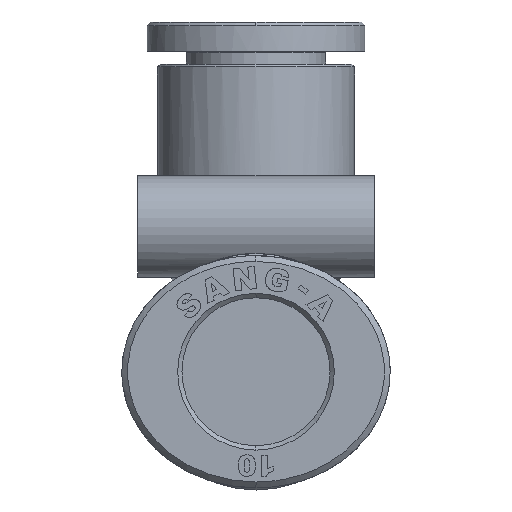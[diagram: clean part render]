
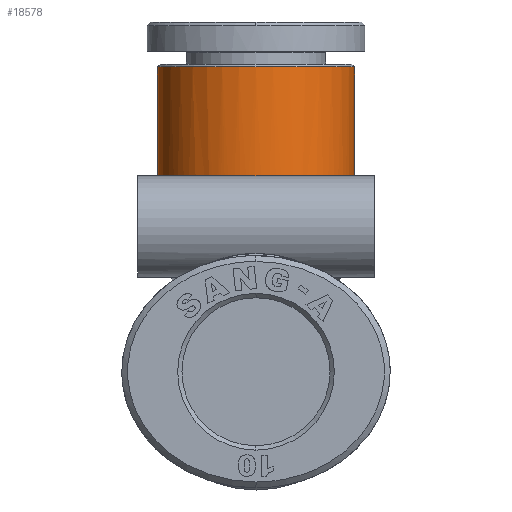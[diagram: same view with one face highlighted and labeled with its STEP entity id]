
A CAD part, left-side view. The second image highlights one B-rep face of the part: STEP entity #18578.
In plain terms, the highlighted cylindrical face has radius 6.8 mm (diameter 13.6 mm), a partial arc.
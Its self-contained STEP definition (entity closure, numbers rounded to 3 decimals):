
#822 = CARTESIAN_POINT ( 'NONE',  ( -2.521, 1.089, -7.884 ) ) ;
#972 = CARTESIAN_POINT ( 'NONE',  ( -2.734, 2.007, -11.802 ) ) ;
#1261 = CARTESIAN_POINT ( 'NONE',  ( -2.909, -2.502, -8.525 ) ) ;
#1414 = CARTESIAN_POINT ( 'NONE',  ( -3.215, 3.166, -10.391 ) ) ;
#1524 = CARTESIAN_POINT ( 'NONE',  ( -2.521, -1.089, -7.884 ) ) ;
#2237 = CYLINDRICAL_SURFACE ( 'NONE', #10521, 6.8 ) ;
#3633 = CARTESIAN_POINT ( 'NONE',  ( -9.233, 0., -13.5 ) ) ;
#3766 = DIRECTION ( 'NONE',  ( 0., -1., 0. ) ) ;
#4142 = CIRCLE ( 'NONE', #40638, 6.8 ) ;
#4322 = CARTESIAN_POINT ( 'NONE',  ( -2.433, 0.322, -12.227 ) ) ;
#4467 = CARTESIAN_POINT ( 'NONE',  ( -2.918, 2.524, -11.457 ) ) ;
#4616 = CARTESIAN_POINT ( 'NONE',  ( -2.871, 2.404, -11.554 ) ) ;
#4904 = CARTESIAN_POINT ( 'NONE',  ( -2.521, -1.089, -7.884 ) ) ;
#5958 = CARTESIAN_POINT ( 'NONE',  ( -9.233, 0., -21. ) ) ;
#6244 = DIRECTION ( 'NONE',  ( 0., 0., 1. ) ) ;
#6247 = AXIS2_PLACEMENT_3D ( 'NONE', #29956, #23518, #6700 ) ;
#6700 = DIRECTION ( 'NONE',  ( 0., -1., 0. ) ) ;
#7511 = CARTESIAN_POINT ( 'NONE',  ( -2.457, -0.649, -12.199 ) ) ;
#7804 = CARTESIAN_POINT ( 'NONE',  ( -2.524, 1.116, -12.113 ) ) ;
#7931 = CARTESIAN_POINT ( 'NONE',  ( -3.057, -2.855, -11.122 ) ) ;
#9122 = EDGE_CURVE ( 'NONE', #19482, #10351, #19126, .T. ) ;
#9925 = ORIENTED_EDGE ( 'NONE', *, *, #36767, .T. ) ;
#10098 = VERTEX_POINT ( 'NONE', #24990 ) ;
#10351 = VERTEX_POINT ( 'NONE', #20268 ) ;
#10521 = AXIS2_PLACEMENT_3D ( 'NONE', #3633, #23225, #3766 ) ;
#10595 = CIRCLE ( 'NONE', #26684, 6.8 ) ;
#10663 = CARTESIAN_POINT ( 'NONE',  ( -3.047, 2.826, -8.868 ) ) ;
#10809 = CARTESIAN_POINT ( 'NONE',  ( -2.433, -0.329, -12.227 ) ) ;
#10917 = ORIENTED_EDGE ( 'NONE', *, *, #9122, .T. ) ;
#11100 = CARTESIAN_POINT ( 'NONE',  ( -3.088, -2.914, -8.994 ) ) ;
#11244 = CARTESIAN_POINT ( 'NONE',  ( -3.215, -3.167, -10.385 ) ) ;
#11671 = CARTESIAN_POINT ( 'NONE',  ( -2.643, -1.701, -8.048 ) ) ;
#11699 = CARTESIAN_POINT ( 'NONE',  ( -9.233, -6.8, -7.884 ) ) ;
#12754 = VERTEX_POINT ( 'NONE', #1524 ) ;
#13794 = EDGE_CURVE ( 'NONE', #10351, #19270, #35899, .T. ) ;
#14028 = CARTESIAN_POINT ( 'NONE',  ( -2.653, 1.723, -11.931 ) ) ;
#14164 = CARTESIAN_POINT ( 'NONE',  ( -3.167, 3.072, -10.698 ) ) ;
#14465 = CARTESIAN_POINT ( 'NONE',  ( -2.956, -2.617, -8.629 ) ) ;
#14607 = CARTESIAN_POINT ( 'NONE',  ( -3.236, -3.204, -9.9 ) ) ;
#17366 = CARTESIAN_POINT ( 'NONE',  ( -3.236, 3.205, -9.907 ) ) ;
#17510 = CARTESIAN_POINT ( 'NONE',  ( -2.814, 2.263, -8.331 ) ) ;
#18091 = CARTESIAN_POINT ( 'NONE',  ( -2.77, -2.119, -8.258 ) ) ;
#18212 = VECTOR ( 'NONE', #25966, 1000. ) ;
#18578 = ADVANCED_FACE ( 'NONE', ( #38607 ), #2237, .T. ) ;
#19126 = LINE ( 'NONE', #38035, #42008 ) ;
#19270 = VERTEX_POINT ( 'NONE', #27421 ) ;
#19482 = VERTEX_POINT ( 'NONE', #31750 ) ;
#19665 = EDGE_CURVE ( 'NONE', #10098, #23083, #37994, .T. ) ;
#20268 = CARTESIAN_POINT ( 'NONE',  ( -9.233, 6.8, -7.884 ) ) ;
#20855 = CARTESIAN_POINT ( 'NONE',  ( -3.055, 2.842, -11.112 ) ) ;
#21154 = CARTESIAN_POINT ( 'NONE',  ( -3.19, 3.118, -9.43 ) ) ;
#21306 = CARTESIAN_POINT ( 'NONE',  ( -2.874, -2.419, -11.564 ) ) ;
#22343 = DIRECTION ( 'NONE',  ( 0., 0., 1. ) ) ;
#23004 = CARTESIAN_POINT ( 'NONE',  ( -9.233, -6.8, -13.5 ) ) ;
#23041 = ORIENTED_EDGE ( 'NONE', *, *, #19665, .F. ) ;
#23083 = VERTEX_POINT ( 'NONE', #11699 ) ;
#23225 = DIRECTION ( 'NONE',  ( 0., 0., 1. ) ) ;
#23518 = DIRECTION ( 'NONE',  ( 0., 0., -1. ) ) ;
#24075 = CARTESIAN_POINT ( 'NONE',  ( -2.456, 0.643, -12.2 ) ) ;
#24369 = CARTESIAN_POINT ( 'NONE',  ( -3.01, 2.743, -11.236 ) ) ;
#24513 = CARTESIAN_POINT ( 'NONE',  ( -3.189, -3.117, -9.426 ) ) ;
#24962 = DIRECTION ( 'NONE',  ( 0., -1., 0. ) ) ;
#24990 = CARTESIAN_POINT ( 'NONE',  ( -9.233, -6.8, -21. ) ) ;
#25966 = DIRECTION ( 'NONE',  ( 0., 0., 1. ) ) ;
#26684 = AXIS2_PLACEMENT_3D ( 'NONE', #35089, #35243, #24962 ) ;
#27421 = CARTESIAN_POINT ( 'NONE',  ( -2.521, 1.089, -7.884 ) ) ;
#27430 = CARTESIAN_POINT ( 'NONE',  ( -2.552, 1.273, -12.076 ) ) ;
#27543 = EDGE_CURVE ( 'NONE', #12754, #23083, #10595, .T. ) ;
#27581 = CARTESIAN_POINT ( 'NONE',  ( -3.227, -3.188, -9.738 ) ) ;
#27719 = CARTESIAN_POINT ( 'NONE',  ( -2.616, 1.576, -11.985 ) ) ;
#27860 = CARTESIAN_POINT ( 'NONE',  ( -2.776, -2.153, -11.736 ) ) ;
#28550 = EDGE_LOOP ( 'NONE', ( #40607, #10917, #37071, #9925, #39911, #23041 ) ) ;
#29956 = CARTESIAN_POINT ( 'NONE',  ( -9.233, 0., -7.884 ) ) ;
#30136 = EDGE_CURVE ( 'NONE', #10098, #19482, #4142, .T. ) ;
#30236 = B_SPLINE_CURVE_WITH_KNOTS ( 'NONE', 3,
 ( #822, #37742, #40903, #17510, #34255, #10663, #41195, #33972, #21154, #37593, #17366, #37309, #1414, #14164, #37453, #20855, #24369, #4467, #4616, #40757, #972, #14028, #27719, #27430, #7804, #24075, #4322, #10809, #7511, #30768, #37882, #27860, #21306, #7931, #31197, #11244, #31059, #14607, #27581, #24513, #30914, #11100, #34400, #14465, #1261, #34538, #18091, #11671, #41625, #4904 ),
 .UNSPECIFIED., .F., .F.,
 ( 4, 2, 2, 2, 2, 2, 2, 2, 2, 2, 2, 2, 2, 2, 2, 2, 2, 2, 2, 2, 2, 2, 2, 2, 4 ),
 ( -0.003, -0.002, -0.001, -0.001, 0., 0., 0.001, 0.001, 0.002, 0.002, 0.002, 0.003, 0.003, 0.004, 0.005, 0.006, 0.007, 0.008, 0.009, 0.009, 0.01, 0.01, 0.011, 0.011, 0.012 ),
 .UNSPECIFIED. ) ;
#30768 = CARTESIAN_POINT ( 'NONE',  ( -2.546, -1.276, -12.083 ) ) ;
#30914 = CARTESIAN_POINT ( 'NONE',  ( -3.16, -3.06, -9.273 ) ) ;
#31059 = CARTESIAN_POINT ( 'NONE',  ( -3.23, -3.193, -10.226 ) ) ;
#31197 = CARTESIAN_POINT ( 'NONE',  ( -3.143, -3.027, -10.847 ) ) ;
#31750 = CARTESIAN_POINT ( 'NONE',  ( -9.233, 6.8, -21. ) ) ;
#33972 = CARTESIAN_POINT ( 'NONE',  ( -3.161, 3.062, -9.278 ) ) ;
#34255 = CARTESIAN_POINT ( 'NONE',  ( -2.912, 2.517, -8.514 ) ) ;
#34400 = CARTESIAN_POINT ( 'NONE',  ( -3.046, -2.824, -8.864 ) ) ;
#34538 = CARTESIAN_POINT ( 'NONE',  ( -2.816, -2.254, -8.34 ) ) ;
#35089 = CARTESIAN_POINT ( 'NONE',  ( -9.233, 0., -7.884 ) ) ;
#35243 = DIRECTION ( 'NONE',  ( 0., 0., -1. ) ) ;
#35899 = CIRCLE ( 'NONE', #6247, 6.8 ) ;
#36767 = EDGE_CURVE ( 'NONE', #19270, #12754, #30236, .T. ) ;
#37071 = ORIENTED_EDGE ( 'NONE', *, *, #13794, .T. ) ;
#37309 = CARTESIAN_POINT ( 'NONE',  ( -3.229, 3.193, -10.233 ) ) ;
#37453 = CARTESIAN_POINT ( 'NONE',  ( -3.133, 3.005, -10.844 ) ) ;
#37593 = CARTESIAN_POINT ( 'NONE',  ( -3.227, 3.189, -9.742 ) ) ;
#37742 = CARTESIAN_POINT ( 'NONE',  ( -2.572, 1.404, -7.951 ) ) ;
#37882 = CARTESIAN_POINT ( 'NONE',  ( -2.614, -1.585, -11.994 ) ) ;
#37994 = LINE ( 'NONE', #23004, #18212 ) ;
#38035 = CARTESIAN_POINT ( 'NONE',  ( -9.233, 6.8, -13.5 ) ) ;
#38607 = FACE_OUTER_BOUND ( 'NONE', #28550, .T. ) ;
#39911 = ORIENTED_EDGE ( 'NONE', *, *, #27543, .T. ) ;
#40607 = ORIENTED_EDGE ( 'NONE', *, *, #30136, .T. ) ;
#40638 = AXIS2_PLACEMENT_3D ( 'NONE', #5958, #6244, #42245 ) ;
#40757 = CARTESIAN_POINT ( 'NONE',  ( -2.779, 2.146, -11.727 ) ) ;
#40903 = CARTESIAN_POINT ( 'NONE',  ( -2.643, 1.703, -8.048 ) ) ;
#41195 = CARTESIAN_POINT ( 'NONE',  ( -3.089, 2.915, -8.996 ) ) ;
#41625 = CARTESIAN_POINT ( 'NONE',  ( -2.572, -1.403, -7.951 ) ) ;
#42008 = VECTOR ( 'NONE', #22343, 1000. ) ;
#42245 = DIRECTION ( 'NONE',  ( 0., -1., 0. ) ) ;
